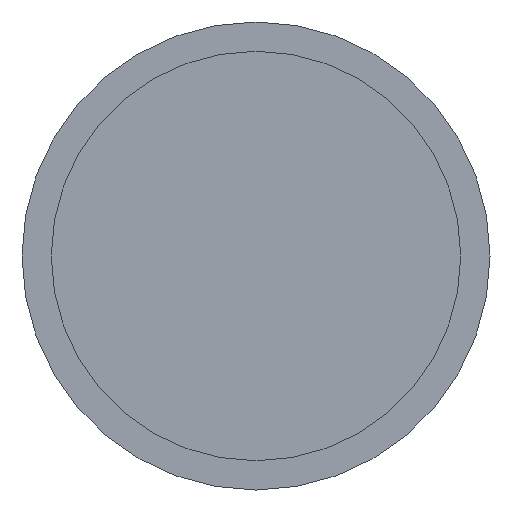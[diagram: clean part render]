
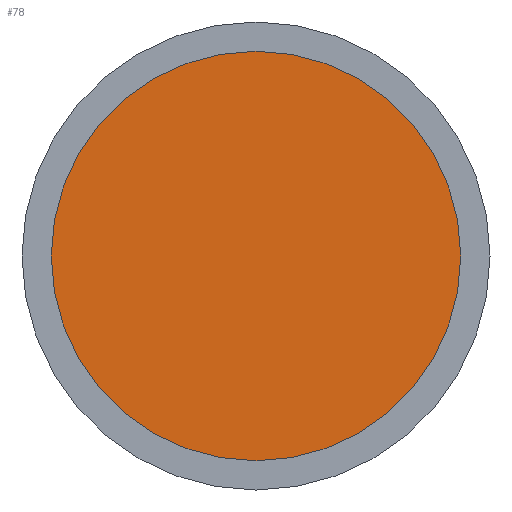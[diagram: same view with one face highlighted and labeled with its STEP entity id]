
A CAD part, front view. The second image highlights one B-rep face of the part: STEP entity #78.
In plain terms, the highlighted planar face has unit normal (0, -1, 0).
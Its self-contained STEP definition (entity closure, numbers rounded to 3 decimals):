
#78=ADVANCED_FACE('',(#89),#90,.T.);
#89=FACE_OUTER_BOUND('',#104,.T.);
#90=PLANE('',#105);
#104=EDGE_LOOP('',(#134,#135));
#105=AXIS2_PLACEMENT_3D('',#136,#137,#138);
#134=ORIENTED_EDGE('',*,*,#167,.T.);
#135=ORIENTED_EDGE('',*,*,#163,.T.);
#136=CARTESIAN_POINT('',(0.0,-45.0,0.0));
#137=DIRECTION('',(0.0,-1.0,0.0));
#138=DIRECTION('',(-1.0,0.0,0.0));
#163=EDGE_CURVE('',#181,#178,#182,.T.);
#167=EDGE_CURVE('',#178,#181,#187,.T.);
#178=VERTEX_POINT('',#200);
#181=VERTEX_POINT('',#204);
#182=CIRCLE('',#205,1.75);
#187=CIRCLE('',#211,1.75);
#200=CARTESIAN_POINT('',(1.75,-45.0,0.0));
#204=CARTESIAN_POINT('',(-1.75,-45.0,0.));
#205=AXIS2_PLACEMENT_3D('',#223,#224,#225);
#211=AXIS2_PLACEMENT_3D('',#233,#234,#235);
#223=CARTESIAN_POINT('',(0.0,-45.0,0.0));
#224=DIRECTION('',(0.0,-1.0,0.0));
#225=DIRECTION('',(1.0,0.0,0.0));
#233=CARTESIAN_POINT('',(0.0,-45.0,0.0));
#234=DIRECTION('',(0.0,-1.0,0.0));
#235=DIRECTION('',(1.0,0.0,0.0));
